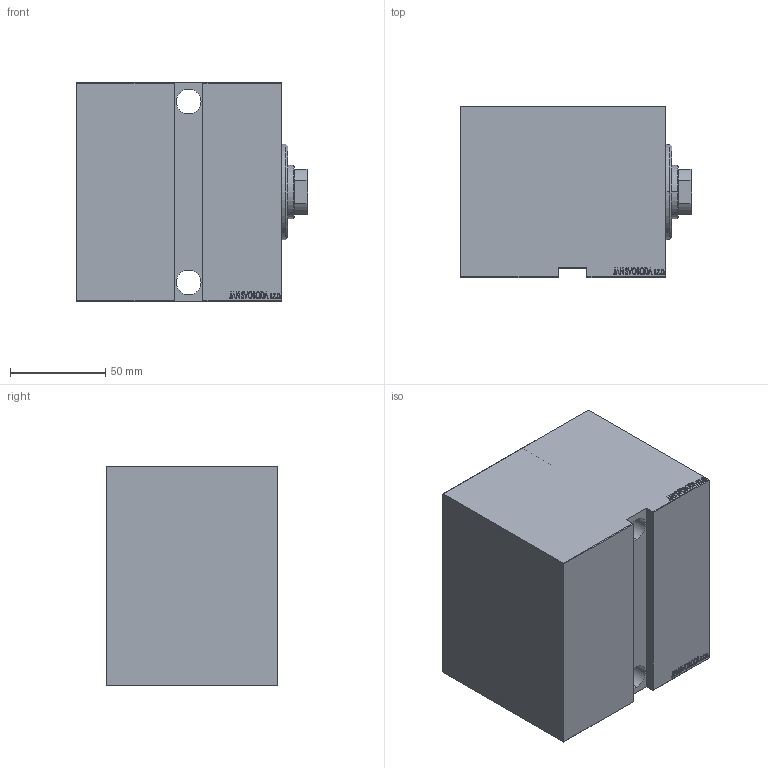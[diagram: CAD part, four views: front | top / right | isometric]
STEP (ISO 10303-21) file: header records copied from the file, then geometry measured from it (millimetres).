
FILE_DESCRIPTION (( 'STEP AP203' ), '1' );
FILE_NAME ('8672.STEP', '2022-05-04T09:40:49', ( '' ), ( '' ), 'SwSTEP 2.0', 'SolidWorks 2019', '' );
FILE_SCHEMA (( 'CONFIG_CONTROL_DESIGN' ));
Length unit declared in the file: millimetre
Products named in the file (4): V450CM_VC_B 60422fb7ad3b7565fe532f53f347556c; 8672; V450CM_E_VCP 60422fb7ad3b7565fe532f53f347556c; V450CM_E_Body 60422fb7ad3b7565fe532f53f347556c
Assembly tree (3 placements, depth 2):
  8672
    V450CM_E_Body 60422fb7ad3b7565fe532f53f347556c
    V450CM_E_VCP 60422fb7ad3b7565fe532f53f347556c
    V450CM_VC_B 60422fb7ad3b7565fe532f53f347556c
Bounding box: 121.5 x 90 x 115 mm (x, y, z)
Volume: 973991.3 mm3; surface area: 125760.2 mm2
Topology: 3 solids, 3 shells, 833 faces, 2148 edges, 1425 vertices
Faces by surface type: plane 405, bspline 380, cylinder 34, cone 14
Entity records: 42458 total; most frequent: CARTESIAN_POINT 24270, ORIENTED_EDGE 4292, DIRECTION 2380, EDGE_CURVE 2146, VERTEX_POINT 1425, LINE 1294, VECTOR 1294, EDGE_LOOP 945
